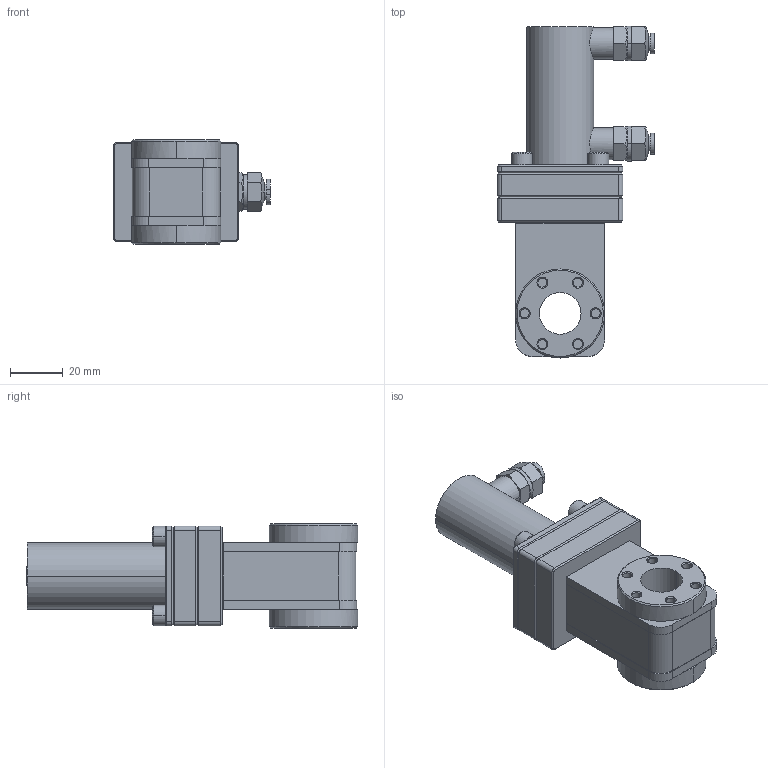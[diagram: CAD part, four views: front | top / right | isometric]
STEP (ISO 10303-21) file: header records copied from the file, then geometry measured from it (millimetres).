
FILE_DESCRIPTION((''),'2;1');
FILE_NAME('11212-0060','2011-02-14T',('matt'),(''),'PRO/ENGINEER BY PARAMETRIC TECHNOLOGY CORPORATION, 2010280','PRO/ENGINEER BY PARAMETRIC TECHNOLOGY CORPORATION, 2010280','');
FILE_SCHEMA(('CONFIG_CONTROL_DESIGN'));
Length unit declared in the file: inch
Products named in the file (1): 11212-0060
Bounding box: 59.65 x 126.11 x 39.62 mm (x, y, z)
Volume: 118299.4 mm3; surface area: 24456.3 mm2
Topology: 1 solids, 1 shells, 337 faces, 768 edges, 450 vertices
Faces by surface type: plane 171, cone 88, cylinder 78
Entity records: 9716 total; most frequent: CARTESIAN_POINT 2089, DIRECTION 1646, ORIENTED_EDGE 1512, EDGE_CURVE 756, AXIS2_PLACEMENT_3D 597, VECTOR 452, LINE 452, VERTEX_POINT 450
